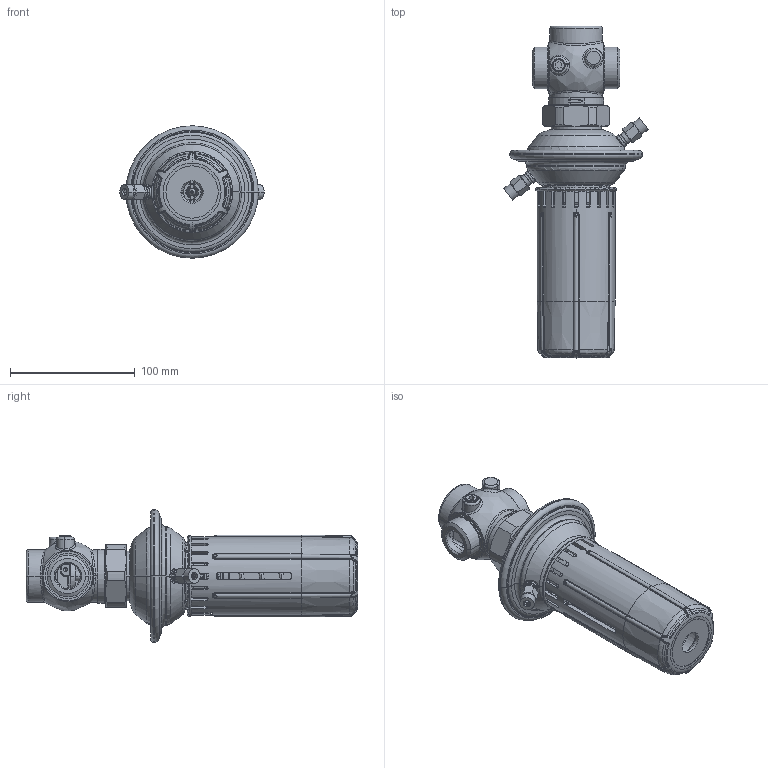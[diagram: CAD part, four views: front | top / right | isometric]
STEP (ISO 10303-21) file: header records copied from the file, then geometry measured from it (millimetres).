
FILE_DESCRIPTION((''),'2;1');
FILE_NAME('003H6241','2015-03-03T',('u317927'),('Danfoss'),'PRO/ENGINEER BY PARAMETRIC TECHNOLOGY CORPORATION, 2014000','PRO/ENGINEER BY PARAMETRIC TECHNOLOGY CORPORATION, 2014000','');
FILE_SCHEMA(('CONFIG_CONTROL_DESIGN'));
Products named in the file (1): 003H6241
Bounding box: 115.65 x 265.62 x 106 mm (x, y, z)
Volume: 337084.1 mm3; surface area: 210131.3 mm2
Topology: 4 solids, 4 shells, 3083 faces, 8100 edges, 5021 vertices
Faces by surface type: plane 1012, cylinder 655, bspline 639, cone 428, torus 331, sphere 12, extrusion 6
Entity records: 152675 total; most frequent: CARTESIAN_POINT 82744, ORIENTED_EDGE 16168, DIRECTION 12721, EDGE_CURVE 8084, AXIS2_PLACEMENT_3D 5199, VERTEX_POINT 5020, EDGE_LOOP 3230, FACE_OUTER_BOUND 3082
